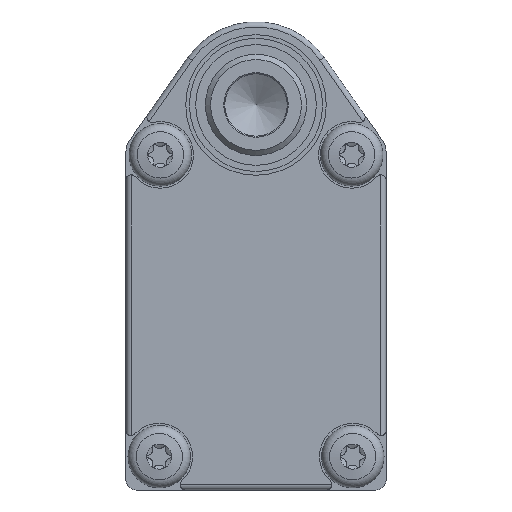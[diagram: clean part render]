
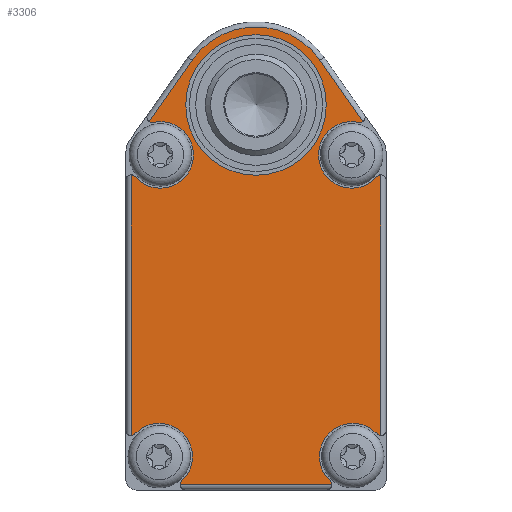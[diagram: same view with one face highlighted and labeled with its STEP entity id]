
A CAD part, front view. The second image highlights one B-rep face of the part: STEP entity #3306.
In plain terms, the highlighted planar face has unit normal (0, -1, 0).
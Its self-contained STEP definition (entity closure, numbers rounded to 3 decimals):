
#89=PLANE('',#3579);
#162=LINE('',#5549,#344);
#163=LINE('',#5558,#345);
#164=LINE('',#5566,#346);
#165=LINE('',#5574,#347);
#166=LINE('',#5578,#348);
#344=VECTOR('',#4110,1000.);
#345=VECTOR('',#4117,1000.);
#346=VECTOR('',#4124,1000.);
#347=VECTOR('',#4131,1000.);
#348=VECTOR('',#4134,1000.);
#775=ORIENTED_EDGE('',*,*,#1771,.F.);
#776=ORIENTED_EDGE('',*,*,#1772,.F.);
#777=ORIENTED_EDGE('',*,*,#1773,.T.);
#778=ORIENTED_EDGE('',*,*,#1774,.F.);
#779=ORIENTED_EDGE('',*,*,#1775,.T.);
#780=ORIENTED_EDGE('',*,*,#1776,.F.);
#781=ORIENTED_EDGE('',*,*,#1777,.T.);
#782=ORIENTED_EDGE('',*,*,#1778,.F.);
#783=ORIENTED_EDGE('',*,*,#1779,.T.);
#784=ORIENTED_EDGE('',*,*,#1780,.T.);
#785=ORIENTED_EDGE('',*,*,#1781,.T.);
#786=ORIENTED_EDGE('',*,*,#1782,.F.);
#787=ORIENTED_EDGE('',*,*,#1783,.T.);
#788=ORIENTED_EDGE('',*,*,#1784,.F.);
#789=ORIENTED_EDGE('',*,*,#1785,.F.);
#790=ORIENTED_EDGE('',*,*,#1786,.T.);
#791=ORIENTED_EDGE('',*,*,#1787,.T.);
#792=ORIENTED_EDGE('',*,*,#1788,.F.);
#793=ORIENTED_EDGE('',*,*,#1789,.T.);
#1771=EDGE_CURVE('',#2247,#2247,#2501,.F.);
#1772=EDGE_CURVE('',#2248,#2249,#162,.T.);
#1773=EDGE_CURVE('',#2248,#2250,#2502,.F.);
#1774=EDGE_CURVE('',#2251,#2250,#2503,.F.);
#1775=EDGE_CURVE('',#2251,#2252,#2504,.F.);
#1776=EDGE_CURVE('',#2253,#2252,#163,.T.);
#1777=EDGE_CURVE('',#2253,#2254,#2505,.F.);
#1778=EDGE_CURVE('',#2255,#2254,#2506,.F.);
#1779=EDGE_CURVE('',#2255,#2256,#2507,.F.);
#1780=EDGE_CURVE('',#2256,#2257,#164,.T.);
#1781=EDGE_CURVE('',#2257,#2258,#2508,.F.);
#1782=EDGE_CURVE('',#2259,#2258,#2509,.F.);
#1783=EDGE_CURVE('',#2259,#2260,#2510,.F.);
#1784=EDGE_CURVE('',#2261,#2260,#165,.T.);
#1785=EDGE_CURVE('',#2262,#2261,#2511,.T.);
#1786=EDGE_CURVE('',#2262,#2263,#166,.T.);
#1787=EDGE_CURVE('',#2263,#2264,#2512,.F.);
#1788=EDGE_CURVE('',#2265,#2264,#2513,.F.);
#1789=EDGE_CURVE('',#2265,#2249,#2514,.F.);
#2247=VERTEX_POINT('',#5548);
#2248=VERTEX_POINT('',#5550);
#2249=VERTEX_POINT('',#5551);
#2250=VERTEX_POINT('',#5553);
#2251=VERTEX_POINT('',#5555);
#2252=VERTEX_POINT('',#5557);
#2253=VERTEX_POINT('',#5559);
#2254=VERTEX_POINT('',#5561);
#2255=VERTEX_POINT('',#5563);
#2256=VERTEX_POINT('',#5565);
#2257=VERTEX_POINT('',#5567);
#2258=VERTEX_POINT('',#5569);
#2259=VERTEX_POINT('',#5571);
#2260=VERTEX_POINT('',#5573);
#2261=VERTEX_POINT('',#5575);
#2262=VERTEX_POINT('',#5577);
#2263=VERTEX_POINT('',#5579);
#2264=VERTEX_POINT('',#5581);
#2265=VERTEX_POINT('',#5583);
#2501=CIRCLE('',#3580,6.75);
#2502=CIRCLE('',#3581,0.5);
#2503=CIRCLE('',#3582,3.2);
#2504=CIRCLE('',#3583,0.5);
#2505=CIRCLE('',#3584,0.5);
#2506=CIRCLE('',#3585,3.2);
#2507=CIRCLE('',#3586,0.5);
#2508=CIRCLE('',#3587,0.5);
#2509=CIRCLE('',#3588,3.2);
#2510=CIRCLE('',#3589,0.5);
#2511=CIRCLE('',#3590,7.5);
#2512=CIRCLE('',#3591,0.5);
#2513=CIRCLE('',#3592,3.2);
#2514=CIRCLE('',#3593,0.5);
#2683=EDGE_LOOP('',(#775));
#2684=EDGE_LOOP('',(#776,#777,#778,#779,#780,#781,#782,#783,#784,#785,#786,
#787,#788,#789,#790,#791,#792,#793));
#2938=FACE_BOUND('',#2683,.T.);
#2939=FACE_BOUND('',#2684,.T.);
#3306=ADVANCED_FACE('',(#2938,#2939),#89,.F.);
#3579=AXIS2_PLACEMENT_3D('',#5546,#4106,#4107);
#3580=AXIS2_PLACEMENT_3D('',#5547,#4108,#4109);
#3581=AXIS2_PLACEMENT_3D('',#5552,#4111,#4112);
#3582=AXIS2_PLACEMENT_3D('',#5554,#4113,#4114);
#3583=AXIS2_PLACEMENT_3D('',#5556,#4115,#4116);
#3584=AXIS2_PLACEMENT_3D('',#5560,#4118,#4119);
#3585=AXIS2_PLACEMENT_3D('',#5562,#4120,#4121);
#3586=AXIS2_PLACEMENT_3D('',#5564,#4122,#4123);
#3587=AXIS2_PLACEMENT_3D('',#5568,#4125,#4126);
#3588=AXIS2_PLACEMENT_3D('',#5570,#4127,#4128);
#3589=AXIS2_PLACEMENT_3D('',#5572,#4129,#4130);
#3590=AXIS2_PLACEMENT_3D('',#5576,#4132,#4133);
#3591=AXIS2_PLACEMENT_3D('',#5580,#4135,#4136);
#3592=AXIS2_PLACEMENT_3D('',#5582,#4137,#4138);
#3593=AXIS2_PLACEMENT_3D('',#5584,#4139,#4140);
#4106=DIRECTION('',(0.,1.,0.));
#4107=DIRECTION('',(0.,0.,1.));
#4108=DIRECTION('',(0.,1.,0.));
#4109=DIRECTION('',(0.,0.,1.));
#4110=DIRECTION('',(0.,0.,1.));
#4111=DIRECTION('',(0.,1.,0.));
#4112=DIRECTION('',(0.,0.,1.));
#4113=DIRECTION('',(0.,1.,0.));
#4114=DIRECTION('',(0.,0.,1.));
#4115=DIRECTION('',(0.,1.,0.));
#4116=DIRECTION('',(0.,0.,1.));
#4117=DIRECTION('',(-1.,0.,0.));
#4118=DIRECTION('',(0.,1.,0.));
#4119=DIRECTION('',(0.,0.,1.));
#4120=DIRECTION('',(0.,1.,0.));
#4121=DIRECTION('',(0.,0.,1.));
#4122=DIRECTION('',(0.,1.,0.));
#4123=DIRECTION('',(0.,0.,1.));
#4124=DIRECTION('',(0.,0.,1.));
#4125=DIRECTION('',(0.,1.,0.));
#4126=DIRECTION('',(0.,0.,1.));
#4127=DIRECTION('',(0.,1.,0.));
#4128=DIRECTION('',(0.,0.,1.));
#4129=DIRECTION('',(0.,1.,0.));
#4130=DIRECTION('',(0.,0.,1.));
#4131=DIRECTION('',(0.574,0.,-0.819));
#4132=DIRECTION('',(0.,1.,0.));
#4133=DIRECTION('',(0.,0.,1.));
#4134=DIRECTION('',(-0.574,0.,-0.819));
#4135=DIRECTION('',(0.,1.,0.));
#4136=DIRECTION('',(0.,0.,1.));
#4137=DIRECTION('',(0.,1.,0.));
#4138=DIRECTION('',(0.,0.,1.));
#4139=DIRECTION('',(0.,1.,0.));
#4140=DIRECTION('',(0.,0.,1.));
#5546=CARTESIAN_POINT('',(-11.5,-10.25,-36.));
#5547=CARTESIAN_POINT('',(0.,-10.25,0.));
#5548=CARTESIAN_POINT('',(0.,-10.25,6.75));
#5549=CARTESIAN_POINT('',(-12.,-10.25,-40.));
#5550=CARTESIAN_POINT('',(-12.,-10.25,-31.77));
#5551=CARTESIAN_POINT('',(-12.,-10.25,-6.719));
#5552=CARTESIAN_POINT('',(-12.,-10.25,-31.27));
#5553=CARTESIAN_POINT('',(-11.635,-10.25,-31.612));
#5554=CARTESIAN_POINT('',(-9.3,-10.25,-33.8));
#5555=CARTESIAN_POINT('',(-7.112,-10.25,-36.135));
#5556=CARTESIAN_POINT('',(-6.77,-10.25,-36.5));
#5557=CARTESIAN_POINT('',(-7.27,-10.25,-36.5));
#5558=CARTESIAN_POINT('',(20.,-10.25,-36.5));
#5559=CARTESIAN_POINT('',(7.27,-10.25,-36.5));
#5560=CARTESIAN_POINT('',(6.77,-10.25,-36.5));
#5561=CARTESIAN_POINT('',(7.112,-10.25,-36.135));
#5562=CARTESIAN_POINT('',(9.3,-10.25,-33.8));
#5563=CARTESIAN_POINT('',(11.635,-10.25,-31.612));
#5564=CARTESIAN_POINT('',(12.,-10.25,-31.27));
#5565=CARTESIAN_POINT('',(12.,-10.25,-31.77));
#5566=CARTESIAN_POINT('',(12.,-10.25,-40.));
#5567=CARTESIAN_POINT('',(12.,-10.25,-6.719));
#5568=CARTESIAN_POINT('',(12.,-10.25,-7.219));
#5569=CARTESIAN_POINT('',(11.622,-10.25,-6.892));
#5570=CARTESIAN_POINT('',(9.2,-10.25,-4.8));
#5571=CARTESIAN_POINT('',(9.879,-10.25,-1.673));
#5572=CARTESIAN_POINT('',(9.985,-10.25,-1.184));
#5573=CARTESIAN_POINT('',(10.272,-10.25,-1.594));
#5574=CARTESIAN_POINT('',(-5.328,-10.25,20.685));
#5575=CARTESIAN_POINT('',(6.144,-10.25,4.302));
#5576=CARTESIAN_POINT('',(0.,-10.25,0.));
#5577=CARTESIAN_POINT('',(-6.144,-10.25,4.302));
#5578=CARTESIAN_POINT('',(5.328,-10.25,20.685));
#5579=CARTESIAN_POINT('',(-10.272,-10.25,-1.594));
#5580=CARTESIAN_POINT('',(-9.985,-10.25,-1.184));
#5581=CARTESIAN_POINT('',(-9.879,-10.25,-1.673));
#5582=CARTESIAN_POINT('',(-9.2,-10.25,-4.8));
#5583=CARTESIAN_POINT('',(-11.622,-10.25,-6.892));
#5584=CARTESIAN_POINT('',(-12.,-10.25,-7.219));
